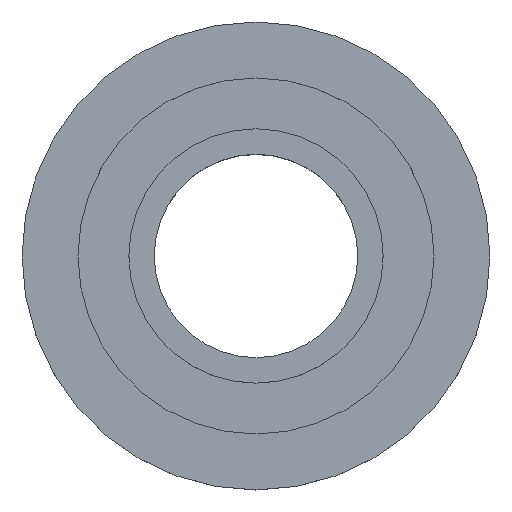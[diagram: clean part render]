
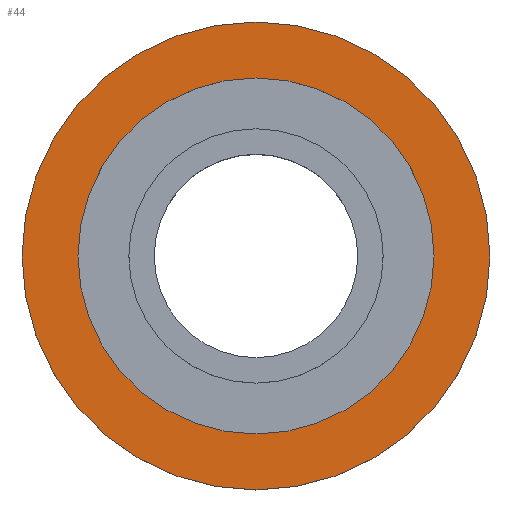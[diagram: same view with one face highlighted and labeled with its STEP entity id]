
A CAD part, top view. The second image highlights one B-rep face of the part: STEP entity #44.
In plain terms, the highlighted planar face has unit normal (0, 0, 1).
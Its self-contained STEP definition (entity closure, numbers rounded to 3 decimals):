
#44 = ADVANCED_FACE( 'NONE', ( #95, #96 ), #97, .T. );
#95 = FACE_OUTER_BOUND( '', #158, .T. );
#96 = FACE_BOUND( '', #159, .T. );
#97 = PLANE( '', #160 );
#158 = EDGE_LOOP( '', ( #221 ) );
#159 = EDGE_LOOP( '', ( #222 ) );
#160 = AXIS2_PLACEMENT_3D( '', #223, #224, #225 );
#221 = ORIENTED_EDGE( '', *, *, #295, .T. );
#222 = ORIENTED_EDGE( '', *, *, #296, .F. );
#223 = CARTESIAN_POINT( '', ( 0., 0., 3. ) );
#224 = DIRECTION( '', ( 0., 0., 1. ) );
#225 = DIRECTION( '', ( 1., 0., 0. ) );
#295 = EDGE_CURVE( 'NONE', #328, #328, #329, .T. );
#296 = EDGE_CURVE( 'NONE', #330, #330, #331, .T. );
#328 = VERTEX_POINT( '', #370 );
#329 = CIRCLE( '', #371, 4.6 );
#330 = VERTEX_POINT( '', #372 );
#331 = CIRCLE( '', #373, 3.5 );
#370 = CARTESIAN_POINT( '', ( 4.6, 0., 3. ) );
#371 = AXIS2_PLACEMENT_3D( '', #413, #414, #415 );
#372 = CARTESIAN_POINT( '', ( 3.5, 0., 3. ) );
#373 = AXIS2_PLACEMENT_3D( '', #416, #417, #418 );
#413 = CARTESIAN_POINT( '', ( 0., 0., 3. ) );
#414 = DIRECTION( '', ( 0., 0., 1. ) );
#415 = DIRECTION( '', ( 1., 0., 0. ) );
#416 = CARTESIAN_POINT( '', ( 0., 0., 3. ) );
#417 = DIRECTION( '', ( 0., 0., 1. ) );
#418 = DIRECTION( '', ( 1., 0., 0. ) );
